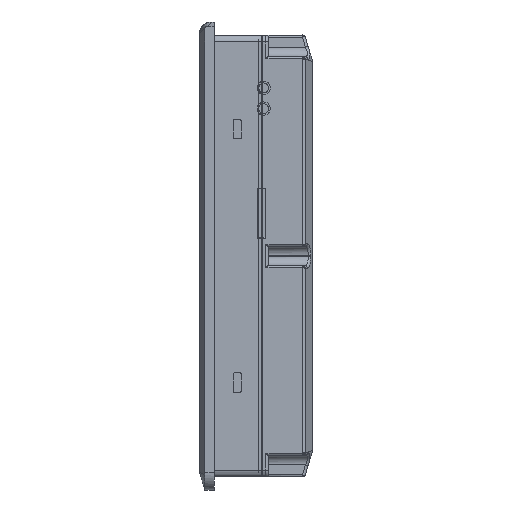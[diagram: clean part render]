
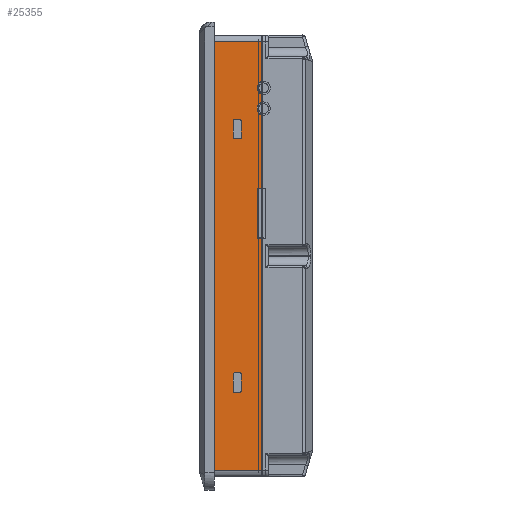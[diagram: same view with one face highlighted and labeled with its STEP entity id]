
A CAD part, left-side view. The second image highlights one B-rep face of the part: STEP entity #25355.
In plain terms, the highlighted planar face has unit normal (-1, 0, 0).
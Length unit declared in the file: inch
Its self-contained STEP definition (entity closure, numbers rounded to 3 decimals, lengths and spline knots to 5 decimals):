
#22=DIRECTION('',(0.,0.,1.));
#23=VECTOR('',#22,42.08214);
#24=CARTESIAN_POINT('',(-197.5,0.,39.2));
#25=LINE('',#24,#23);
#38=DIRECTION('',(0.,0.,1.));
#39=VECTOR('',#38,22.78214);
#40=CARTESIAN_POINT('',(-197.5,0.,100.71786));
#41=LINE('',#40,#39);
#74=DIRECTION('',(0.,0.,1.));
#75=VECTOR('',#74,133.7);
#76=CARTESIAN_POINT('',(-197.5,0.,-123.5));
#77=LINE('',#76,#75);
#154=DIRECTION('',(0.,0.,1.));
#155=VECTOR('',#154,4.56428);
#156=CARTESIAN_POINT('',(-197.5,0.,88.71786));
#157=LINE('',#156,#155);
#208=CARTESIAN_POINT('',(-197.5,-1.,97.));
#209=DIRECTION('',(-1.,0.,0.));
#210=DIRECTION('',(0.,0.26,0.966));
#211=AXIS2_PLACEMENT_3D('',#208,#209,#210);
#213=CARTESIAN_POINT('',(-197.5,-1.,85.));
#214=DIRECTION('',(-1.,0.,0.));
#215=DIRECTION('',(0.,0.26,0.966));
#216=AXIS2_PLACEMENT_3D('',#213,#214,#215);
#218=DIRECTION('',(0.,-1.,0.));
#219=VECTOR('',#218,2.3);
#220=CARTESIAN_POINT('',(-197.5,2.3,39.2));
#221=LINE('',#220,#219);
#222=DIRECTION('',(0.,0.,1.));
#223=VECTOR('',#222,29.);
#224=CARTESIAN_POINT('',(-197.5,2.3,10.2));
#225=LINE('',#224,#223);
#226=DIRECTION('',(0.,1.,0.));
#227=VECTOR('',#226,2.3);
#228=CARTESIAN_POINT('',(-197.5,0.,10.2));
#229=LINE('',#228,#227);
#230=DIRECTION('',(0.,1.,0.));
#231=VECTOR('',#230,32.11791);
#232=CARTESIAN_POINT('',(-197.5,0.,-123.5));
#233=LINE('',#232,#231);
#234=DIRECTION('',(0.,0.,-1.));
#235=VECTOR('',#234,10.);
#236=CARTESIAN_POINT('',(-197.5,12.,-68.));
#237=LINE('',#236,#235);
#238=DIRECTION('',(0.,-1.,0.));
#239=VECTOR('',#238,3.5);
#240=CARTESIAN_POINT('',(-197.5,16.,-67.5));
#241=LINE('',#240,#239);
#242=DIRECTION('',(0.,0.,1.));
#243=VECTOR('',#242,10.);
#244=CARTESIAN_POINT('',(-197.5,16.5,-78.));
#245=LINE('',#244,#243);
#246=DIRECTION('',(0.,1.,0.));
#247=VECTOR('',#246,3.5);
#248=CARTESIAN_POINT('',(-197.5,12.5,-78.5));
#249=LINE('',#248,#247);
#250=DIRECTION('',(0.,0.,1.));
#251=VECTOR('',#250,10.);
#252=CARTESIAN_POINT('',(-197.5,16.5,68.));
#253=LINE('',#252,#251);
#254=DIRECTION('',(0.,1.,0.));
#255=VECTOR('',#254,3.5);
#256=CARTESIAN_POINT('',(-197.5,12.5,67.5));
#257=LINE('',#256,#255);
#258=DIRECTION('',(0.,0.,-1.));
#259=VECTOR('',#258,10.);
#260=CARTESIAN_POINT('',(-197.5,12.,78.));
#261=LINE('',#260,#259);
#262=DIRECTION('',(0.,-1.,0.));
#263=VECTOR('',#262,3.5);
#264=CARTESIAN_POINT('',(-197.5,16.,78.5));
#265=LINE('',#264,#263);
#708=DIRECTION('',(0.,1.,0.));
#709=VECTOR('',#708,32.10858);
#710=CARTESIAN_POINT('',(-197.5,0.,123.5));
#711=LINE('',#710,#709);
#724=CARTESIAN_POINT('',(-197.50062,32.10858,123.5));
#726=DIRECTION('',(0.,0.,1.));
#727=VECTOR('',#726,247.);
#728=CARTESIAN_POINT('',(-197.5,32.11791,-123.5));
#729=LINE('',#728,#727);
#16957=CARTESIAN_POINT('',(-197.5,12.5,-68.));
#16958=DIRECTION('',(1.,0.,0.));
#16959=DIRECTION('',(0.,0.,1.));
#16960=AXIS2_PLACEMENT_3D('',#16957,#16958,#16959);
#16983=CARTESIAN_POINT('',(-197.5,12.5,-78.));
#16984=DIRECTION('',(1.,0.,0.));
#16985=DIRECTION('',(0.,-1.,0.));
#16986=AXIS2_PLACEMENT_3D('',#16983,#16984,#16985);
#17009=CARTESIAN_POINT('',(-197.5,16.,-78.));
#17010=DIRECTION('',(1.,0.,0.));
#17011=DIRECTION('',(0.,0.,-1.));
#17012=AXIS2_PLACEMENT_3D('',#17009,#17010,#17011);
#17035=CARTESIAN_POINT('',(-197.5,16.,-68.));
#17036=DIRECTION('',(1.,0.,0.));
#17037=DIRECTION('',(0.,1.,0.));
#17038=AXIS2_PLACEMENT_3D('',#17035,#17036,#17037);
#17749=CARTESIAN_POINT('',(-197.5,16.,68.));
#17750=DIRECTION('',(1.,0.,0.));
#17751=DIRECTION('',(0.,0.,-1.));
#17752=AXIS2_PLACEMENT_3D('',#17749,#17750,#17751);
#17759=CARTESIAN_POINT('',(-197.5,16.,78.));
#17760=DIRECTION('',(1.,0.,0.));
#17761=DIRECTION('',(0.,1.,0.));
#17762=AXIS2_PLACEMENT_3D('',#17759,#17760,#17761);
#17785=CARTESIAN_POINT('',(-197.5,12.5,78.));
#17786=DIRECTION('',(1.,0.,0.));
#17787=DIRECTION('',(0.,0.,1.));
#17788=AXIS2_PLACEMENT_3D('',#17785,#17786,#17787);
#17811=CARTESIAN_POINT('',(-197.5,12.5,68.));
#17812=DIRECTION('',(1.,0.,0.));
#17813=DIRECTION('',(0.,-1.,0.));
#17814=AXIS2_PLACEMENT_3D('',#17811,#17812,#17813);
#19168=CARTESIAN_POINT('',(-197.5,0.,123.5));
#19170=VERTEX_POINT('',#19168);
#19181=CARTESIAN_POINT('',(-197.5,0.,-123.5));
#19182=VERTEX_POINT('',#19181);
#23544=CARTESIAN_POINT('',(-197.5,32.11791,-123.5));
#23546=VERTEX_POINT('',#23544);
#23602=VERTEX_POINT('',#724);
#24517=CARTESIAN_POINT('',(-197.5,0.,10.2));
#24519=VERTEX_POINT('',#24517);
#24520=CARTESIAN_POINT('',(-197.5,2.3,10.2));
#24521=VERTEX_POINT('',#24520);
#24526=CARTESIAN_POINT('',(-197.5,2.3,39.2));
#24527=VERTEX_POINT('',#24526);
#24528=CARTESIAN_POINT('',(-197.5,0.,39.2));
#24530=VERTEX_POINT('',#24528);
#24544=CARTESIAN_POINT('',(-197.5,0.,88.71786));
#24545=VERTEX_POINT('',#24544);
#24546=CARTESIAN_POINT('',(-197.5,0.,81.28214));
#24547=VERTEX_POINT('',#24546);
#24560=CARTESIAN_POINT('',(-197.5,0.,100.71786));
#24561=VERTEX_POINT('',#24560);
#24562=CARTESIAN_POINT('',(-197.5,0.,93.28214));
#24563=VERTEX_POINT('',#24562);
#24845=CARTESIAN_POINT('',(-197.5,16.5,-78.));
#24847=VERTEX_POINT('',#24845);
#24849=CARTESIAN_POINT('',(-197.5,16.,-78.5));
#24851=VERTEX_POINT('',#24849);
#24853=CARTESIAN_POINT('',(-197.5,16.5,68.));
#24855=VERTEX_POINT('',#24853);
#24857=CARTESIAN_POINT('',(-197.5,16.,67.5));
#24859=VERTEX_POINT('',#24857);
#24861=CARTESIAN_POINT('',(-197.5,12.,78.));
#24863=VERTEX_POINT('',#24861);
#24865=CARTESIAN_POINT('',(-197.5,12.5,78.5));
#24867=VERTEX_POINT('',#24865);
#24869=CARTESIAN_POINT('',(-197.5,12.,-68.));
#24871=VERTEX_POINT('',#24869);
#24873=CARTESIAN_POINT('',(-197.5,12.5,-67.5));
#24875=VERTEX_POINT('',#24873);
#24877=CARTESIAN_POINT('',(-197.5,16.,-67.5));
#24879=VERTEX_POINT('',#24877);
#24881=CARTESIAN_POINT('',(-197.5,16.5,-68.));
#24883=VERTEX_POINT('',#24881);
#24885=CARTESIAN_POINT('',(-197.5,16.,78.5));
#24887=VERTEX_POINT('',#24885);
#24889=CARTESIAN_POINT('',(-197.5,16.5,78.));
#24891=VERTEX_POINT('',#24889);
#24893=CARTESIAN_POINT('',(-197.5,12.5,-78.5));
#24895=VERTEX_POINT('',#24893);
#24897=CARTESIAN_POINT('',(-197.5,12.,-78.));
#24899=VERTEX_POINT('',#24897);
#24901=CARTESIAN_POINT('',(-197.5,12.5,67.5));
#24903=VERTEX_POINT('',#24901);
#24905=CARTESIAN_POINT('',(-197.5,12.,68.));
#24907=VERTEX_POINT('',#24905);
#25293=CARTESIAN_POINT('',(-197.5,0.,-123.5));
#25294=DIRECTION('',(1.,0.,0.));
#25295=DIRECTION('',(0.,0.,1.));
#25296=AXIS2_PLACEMENT_3D('',#25293,#25294,#25295);
#25297=PLANE('',#25296);
#25298=ORIENTED_EDGE('',*,*,#25288,.T.);
#25299=ORIENTED_EDGE('',*,*,#25193,.F.);
#25301=ORIENTED_EDGE('',*,*,#25300,.T.);
#25302=ORIENTED_EDGE('',*,*,#25115,.F.);
#25304=ORIENTED_EDGE('',*,*,#25303,.F.);
#25306=ORIENTED_EDGE('',*,*,#25305,.F.);
#25308=ORIENTED_EDGE('',*,*,#25307,.F.);
#25309=ORIENTED_EDGE('',*,*,#25147,.F.);
#25311=ORIENTED_EDGE('',*,*,#25310,.T.);
#25313=ORIENTED_EDGE('',*,*,#25312,.T.);
#25315=ORIENTED_EDGE('',*,*,#25314,.F.);
#25316=ORIENTED_EDGE('',*,*,#25131,.F.);
#25317=EDGE_LOOP('',(#25298,#25299,#25301,#25302,#25304,#25306,#25308,#25309,
#25311,#25313,#25315,#25316));
#25318=FACE_OUTER_BOUND('',#25317,.F.);
#25320=ORIENTED_EDGE('',*,*,#25319,.F.);
#25322=ORIENTED_EDGE('',*,*,#25321,.F.);
#25324=ORIENTED_EDGE('',*,*,#25323,.F.);
#25326=ORIENTED_EDGE('',*,*,#25325,.F.);
#25328=ORIENTED_EDGE('',*,*,#25327,.F.);
#25330=ORIENTED_EDGE('',*,*,#25329,.F.);
#25332=ORIENTED_EDGE('',*,*,#25331,.F.);
#25334=ORIENTED_EDGE('',*,*,#25333,.F.);
#25335=EDGE_LOOP('',(#25320,#25322,#25324,#25326,#25328,#25330,#25332,#25334));
#25336=FACE_BOUND('',#25335,.F.);
#25338=ORIENTED_EDGE('',*,*,#25337,.F.);
#25340=ORIENTED_EDGE('',*,*,#25339,.F.);
#25342=ORIENTED_EDGE('',*,*,#25341,.F.);
#25344=ORIENTED_EDGE('',*,*,#25343,.F.);
#25346=ORIENTED_EDGE('',*,*,#25345,.F.);
#25348=ORIENTED_EDGE('',*,*,#25347,.F.);
#25350=ORIENTED_EDGE('',*,*,#25349,.F.);
#25352=ORIENTED_EDGE('',*,*,#25351,.F.);
#25353=EDGE_LOOP('',(#25338,#25340,#25342,#25344,#25346,#25348,#25350,#25352));
#25354=FACE_BOUND('',#25353,.F.);
#25355=ADVANCED_FACE('',(#25318,#25336,#25354),#25297,.F.);
#212=CIRCLE('',#211,3.85);
#217=CIRCLE('',#216,3.85);
#16961=CIRCLE('',#16960,0.5);
#16987=CIRCLE('',#16986,0.5);
#17013=CIRCLE('',#17012,0.5);
#17039=CIRCLE('',#17038,0.5);
#17753=CIRCLE('',#17752,0.5);
#17763=CIRCLE('',#17762,0.5);
#17789=CIRCLE('',#17788,0.5);
#17815=CIRCLE('',#17814,0.5);
#25115=EDGE_CURVE('',#24530,#24547,#25,.T.);
#25131=EDGE_CURVE('',#24561,#19170,#41,.T.);
#25147=EDGE_CURVE('',#19182,#24519,#77,.T.);
#25193=EDGE_CURVE('',#24545,#24563,#157,.T.);
#25288=EDGE_CURVE('',#24561,#24563,#212,.T.);
#25300=EDGE_CURVE('',#24545,#24547,#217,.T.);
#25303=EDGE_CURVE('',#24527,#24530,#221,.T.);
#25305=EDGE_CURVE('',#24521,#24527,#225,.T.);
#25307=EDGE_CURVE('',#24519,#24521,#229,.T.);
#25310=EDGE_CURVE('',#19182,#23546,#233,.T.);
#25312=EDGE_CURVE('',#23546,#23602,#729,.T.);
#25314=EDGE_CURVE('',#19170,#23602,#711,.T.);
#25319=EDGE_CURVE('',#24871,#24899,#237,.T.);
#25321=EDGE_CURVE('',#24875,#24871,#16961,.T.);
#25323=EDGE_CURVE('',#24879,#24875,#241,.T.);
#25325=EDGE_CURVE('',#24883,#24879,#17039,.T.);
#25327=EDGE_CURVE('',#24847,#24883,#245,.T.);
#25329=EDGE_CURVE('',#24851,#24847,#17013,.T.);
#25331=EDGE_CURVE('',#24895,#24851,#249,.T.);
#25333=EDGE_CURVE('',#24899,#24895,#16987,.T.);
#25337=EDGE_CURVE('',#24855,#24891,#253,.T.);
#25339=EDGE_CURVE('',#24859,#24855,#17753,.T.);
#25341=EDGE_CURVE('',#24903,#24859,#257,.T.);
#25343=EDGE_CURVE('',#24907,#24903,#17815,.T.);
#25345=EDGE_CURVE('',#24863,#24907,#261,.T.);
#25347=EDGE_CURVE('',#24867,#24863,#17789,.T.);
#25349=EDGE_CURVE('',#24887,#24867,#265,.T.);
#25351=EDGE_CURVE('',#24891,#24887,#17763,.T.);
